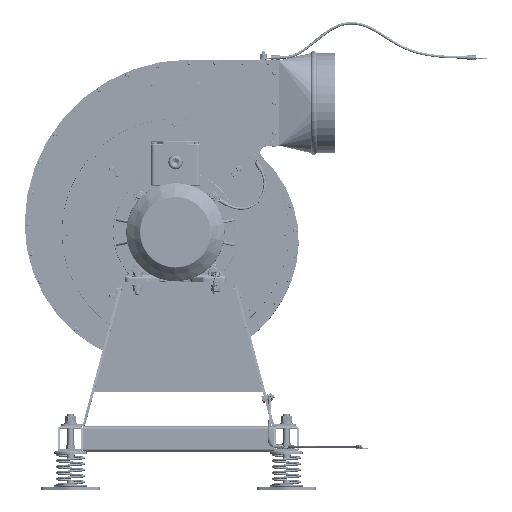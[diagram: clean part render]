
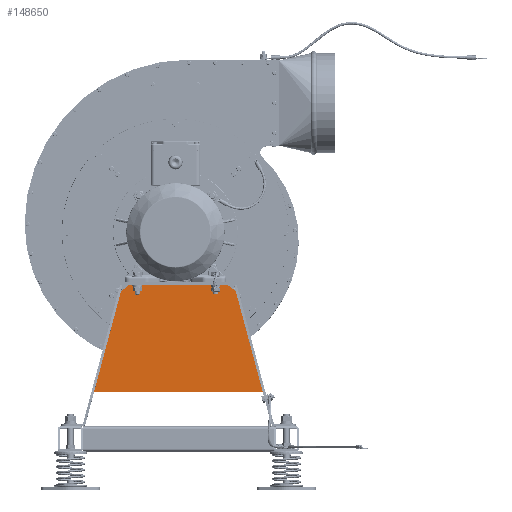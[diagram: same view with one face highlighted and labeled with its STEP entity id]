
A CAD part, top view. The second image highlights one B-rep face of the part: STEP entity #148650.
In plain terms, the highlighted planar face has unit normal (0, 0, 1).
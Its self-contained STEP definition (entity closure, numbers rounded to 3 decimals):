
#9865=LINE('',#226053,#21305);
#9869=LINE('',#226062,#21309);
#9875=LINE('',#226074,#21315);
#9877=LINE('',#226080,#21317);
#9882=LINE('',#226091,#21322);
#9884=LINE('',#226095,#21324);
#9885=LINE('',#226097,#21325);
#9886=LINE('',#226098,#21326);
#9887=LINE('',#226099,#21327);
#9888=LINE('',#226100,#21328);
#9889=LINE('',#226101,#21329);
#9890=LINE('',#226102,#21330);
#21305=VECTOR('',#181986,10.);
#21309=VECTOR('',#181992,10.);
#21315=VECTOR('',#182000,10.);
#21317=VECTOR('',#182004,10.);
#21322=VECTOR('',#182011,10.);
#21324=VECTOR('',#182015,10.);
#21325=VECTOR('',#182016,10.);
#21326=VECTOR('',#182017,10.);
#21327=VECTOR('',#182018,10.);
#21328=VECTOR('',#182019,10.);
#21329=VECTOR('',#182020,10.);
#21330=VECTOR('',#182021,10.);
#34795=FACE_OUTER_BOUND('',#43665,.T.);
#43665=EDGE_LOOP('',(#103391,#103392,#103393,#103394,#103395,#103396,#103397,
#103398,#103399,#103400,#103401,#103402));
#60366=VERTEX_POINT('',#226050);
#60367=VERTEX_POINT('',#226052);
#60370=VERTEX_POINT('',#226059);
#60371=VERTEX_POINT('',#226061);
#60374=VERTEX_POINT('',#226068);
#60376=VERTEX_POINT('',#226072);
#60377=VERTEX_POINT('',#226076);
#60379=VERTEX_POINT('',#226079);
#60383=VERTEX_POINT('',#226088);
#60384=VERTEX_POINT('',#226090);
#60385=VERTEX_POINT('',#226094);
#60386=VERTEX_POINT('',#226096);
#76236=EDGE_CURVE('',#60367,#60366,#9865,.T.);
#76240=EDGE_CURVE('',#60371,#60370,#9869,.T.);
#76246=EDGE_CURVE('',#60374,#60376,#9875,.T.);
#76248=EDGE_CURVE('',#60379,#60377,#9877,.T.);
#76253=EDGE_CURVE('',#60383,#60384,#9882,.T.);
#76255=EDGE_CURVE('',#60383,#60385,#9884,.T.);
#76256=EDGE_CURVE('',#60386,#60385,#9885,.T.);
#76257=EDGE_CURVE('',#60379,#60386,#9886,.T.);
#76258=EDGE_CURVE('',#60374,#60377,#9887,.T.);
#76259=EDGE_CURVE('',#60376,#60367,#9888,.T.);
#76260=EDGE_CURVE('',#60371,#60366,#9889,.T.);
#76261=EDGE_CURVE('',#60384,#60370,#9890,.T.);
#103391=ORIENTED_EDGE('',*,*,#76253,.F.);
#103392=ORIENTED_EDGE('',*,*,#76255,.T.);
#103393=ORIENTED_EDGE('',*,*,#76256,.F.);
#103394=ORIENTED_EDGE('',*,*,#76257,.F.);
#103395=ORIENTED_EDGE('',*,*,#76248,.T.);
#103396=ORIENTED_EDGE('',*,*,#76258,.F.);
#103397=ORIENTED_EDGE('',*,*,#76246,.T.);
#103398=ORIENTED_EDGE('',*,*,#76259,.T.);
#103399=ORIENTED_EDGE('',*,*,#76236,.T.);
#103400=ORIENTED_EDGE('',*,*,#76260,.F.);
#103401=ORIENTED_EDGE('',*,*,#76240,.T.);
#103402=ORIENTED_EDGE('',*,*,#76261,.F.);
#134824=PLANE('',#160057);
#148650=ADVANCED_FACE('',(#34795),#134824,.F.);
#160057=AXIS2_PLACEMENT_3D('',#226093,#182013,#182014);
#181986=DIRECTION('',(-0.259,0.966,0.));
#181992=DIRECTION('',(-0.259,0.966,0.));
#182000=DIRECTION('',(-0.259,-0.966,0.));
#182004=DIRECTION('',(-0.259,-0.966,0.));
#182011=DIRECTION('',(0.793,-0.609,0.));
#182013=DIRECTION('center_axis',(0.,0.,
-1.));
#182014=DIRECTION('ref_axis',(-1.,0.,0.));
#182015=DIRECTION('',(-1.,0.,0.));
#182016=DIRECTION('',(0.793,0.609,0.));
#182017=DIRECTION('',(0.259,0.966,0.));
#182018=DIRECTION('',(0.259,0.966,0.));
#182019=DIRECTION('',(1.,0.,0.));
#182020=DIRECTION('',(0.259,-0.966,0.));
#182021=DIRECTION('',(0.259,-0.966,0.));
#226050=CARTESIAN_POINT('',(136.783,-245.069,102.5));
#226052=CARTESIAN_POINT('',(139.301,-254.468,102.5));
#226053=CARTESIAN_POINT('',(139.301,-254.468,102.5));
#226059=CARTESIAN_POINT('',(96.407,-94.385,102.5));
#226061=CARTESIAN_POINT('',(100.29,-108.874,102.5));
#226062=CARTESIAN_POINT('',(139.301,-254.468,102.5));
#226068=CARTESIAN_POINT('',(-127.283,-245.069,102.5));
#226072=CARTESIAN_POINT('',(-129.801,-254.468,102.5));
#226074=CARTESIAN_POINT('',(-84.25,-84.468,102.5));
#226076=CARTESIAN_POINT('',(-90.79,-108.874,102.5));
#226079=CARTESIAN_POINT('',(-86.907,-94.385,102.5));
#226080=CARTESIAN_POINT('',(-84.25,-84.468,102.5));
#226088=CARTESIAN_POINT('',(83.75,-84.468,102.5));
#226090=CARTESIAN_POINT('',(96.338,-94.127,102.5));
#226091=CARTESIAN_POINT('',(84.901,-85.351,102.5));
#226093=CARTESIAN_POINT('Origin',(4.75,-179.159,102.5));
#226094=CARTESIAN_POINT('',(-74.25,-84.468,102.5));
#226095=CARTESIAN_POINT('',(93.75,-84.468,102.5));
#226096=CARTESIAN_POINT('',(-86.838,-94.127,102.5));
#226097=CARTESIAN_POINT('',(-75.401,-85.351,102.5));
#226098=CARTESIAN_POINT('',(-104.522,-160.123,102.5));
#226099=CARTESIAN_POINT('',(-104.522,-160.123,102.5));
#226100=CARTESIAN_POINT('',(-129.801,-254.468,102.5));
#226101=CARTESIAN_POINT('',(114.022,-160.123,102.5));
#226102=CARTESIAN_POINT('',(114.022,-160.123,102.5));
